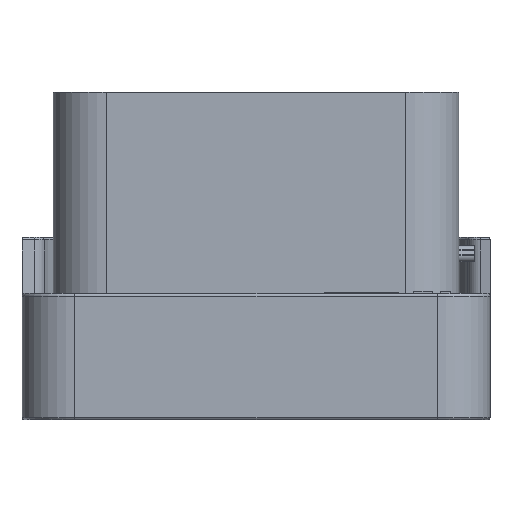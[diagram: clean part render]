
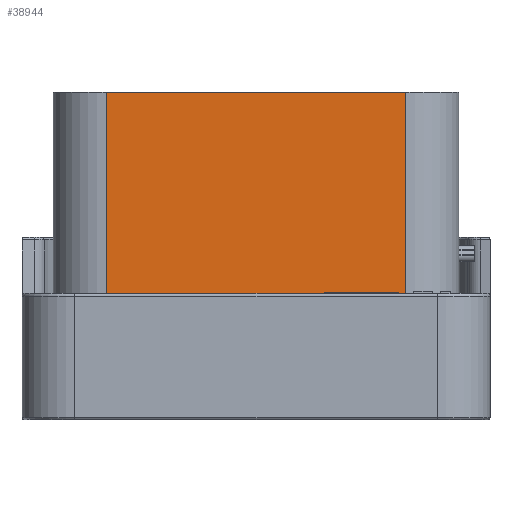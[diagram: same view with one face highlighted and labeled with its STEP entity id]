
A CAD part, left-side view. The second image highlights one B-rep face of the part: STEP entity #38944.
In plain terms, the highlighted planar face has unit normal (-1, 0, 0).
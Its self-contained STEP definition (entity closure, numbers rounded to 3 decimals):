
#3033=FACE_OUTER_BOUND('',#4906,.T.);
#4906=EDGE_LOOP('',(#32214,#32215,#32216,#32217));
#9566=LINE('',#61974,#14725);
#9567=LINE('',#61977,#14726);
#9568=LINE('',#61979,#14727);
#9569=LINE('',#61980,#14728);
#14725=VECTOR('',#49314,10.);
#14726=VECTOR('',#49317,10.);
#14727=VECTOR('',#49318,10.);
#14728=VECTOR('',#49319,10.);
#19514=VERTEX_POINT('',#61970);
#19515=VERTEX_POINT('',#61972);
#19516=VERTEX_POINT('',#61976);
#19517=VERTEX_POINT('',#61978);
#24759=EDGE_CURVE('',#19514,#19515,#9566,.T.);
#24760=EDGE_CURVE('',#19516,#19514,#9567,.T.);
#24761=EDGE_CURVE('',#19517,#19515,#9568,.T.);
#24762=EDGE_CURVE('',#19516,#19517,#9569,.T.);
#32214=ORIENTED_EDGE('',*,*,#24760,.T.);
#32215=ORIENTED_EDGE('',*,*,#24759,.T.);
#32216=ORIENTED_EDGE('',*,*,#24761,.F.);
#32217=ORIENTED_EDGE('',*,*,#24762,.F.);
#37402=PLANE('',#41845);
#38944=ADVANCED_FACE('',(#3033),#37402,.T.);
#41845=AXIS2_PLACEMENT_3D('',#61975,#49315,#49316);
#49314=DIRECTION('',(0.,0.,1.));
#49315=DIRECTION('center_axis',(-1.,0.,0.));
#49316=DIRECTION('ref_axis',(0.,-1.,0.));
#49317=DIRECTION('',(0.,-1.,0.));
#49318=DIRECTION('',(0.,-1.,0.));
#49319=DIRECTION('',(0.,0.,1.));
#61970=CARTESIAN_POINT('',(-19.16,-14.16,0.));
#61972=CARTESIAN_POINT('',(-19.16,-14.16,21.));
#61974=CARTESIAN_POINT('',(-19.16,-14.16,0.));
#61975=CARTESIAN_POINT('Origin',(-19.16,14.16,0.));
#61976=CARTESIAN_POINT('',(-19.16,14.16,0.));
#61977=CARTESIAN_POINT('',(-19.16,14.16,0.));
#61978=CARTESIAN_POINT('',(-19.16,14.16,21.));
#61979=CARTESIAN_POINT('',(-19.16,14.16,21.));
#61980=CARTESIAN_POINT('',(-19.16,14.16,0.));
